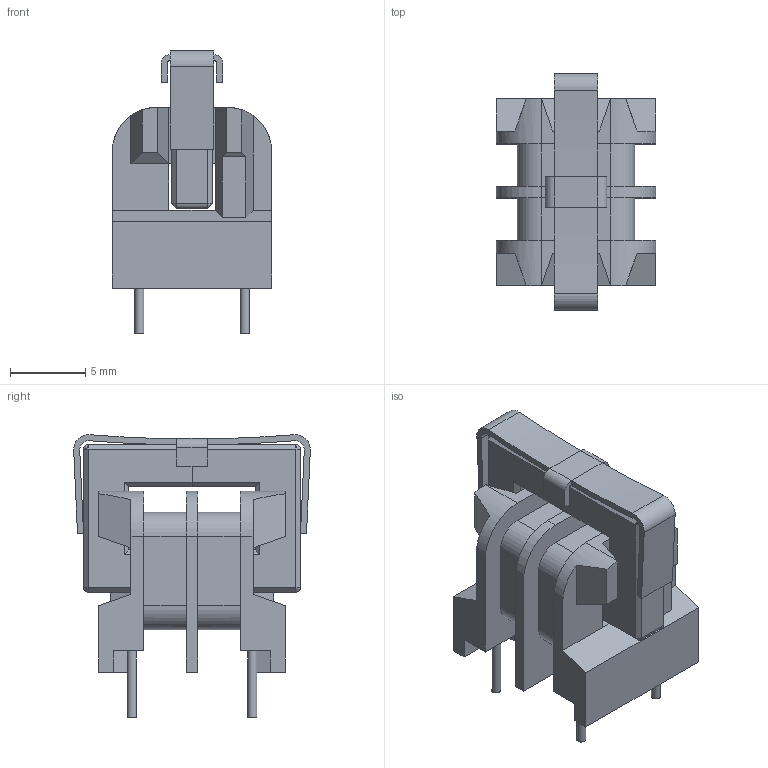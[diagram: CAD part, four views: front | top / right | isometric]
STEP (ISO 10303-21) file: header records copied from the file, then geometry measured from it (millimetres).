
FILE_DESCRIPTION( ( 'Unknown' ), '1' );
FILE_NAME( 'WE-TFC_UT.stp', 'Unknown', ( 'Unknown' ), ( 'Unknown' ), 'PSStep 16.0.42', 'Unknown', ' ' );
FILE_SCHEMA( ( 'AUTOMOTIVE_DESIGN { 1 0 10303 214 1 1 1 1 }' ) );
Length unit declared in the file: millimetre
Products named in the file (4): Assem1; bobbin_UU-9.8; core_UU-9.8; clip_UU-9.8
Assembly tree (4 placements, depth 2):
  Assem1
    bobbin_UU-9.8
    core_UU-9.8  x2
    clip_UU-9.8
Bounding box: 10.6 x 15.7 x 18.75 mm (x, y, z)
Volume: 1107.3 mm3; surface area: 1702.6 mm2
Topology: 4 solids, 4 shells, 202 faces, 508 edges, 310 vertices
Faces by surface type: plane 148, cylinder 46, cone 8
Full cylindrical faces by diameter (mm): 0.6 x4
Entity records: 6566 total; most frequent: DIRECTION 890, CARTESIAN_POINT 883, ORIENTED_EDGE 864, EDGE_CURVE 432, LINE 332, VECTOR 332, AXIS2_PLACEMENT_3D 279, VERTEX_POINT 272
